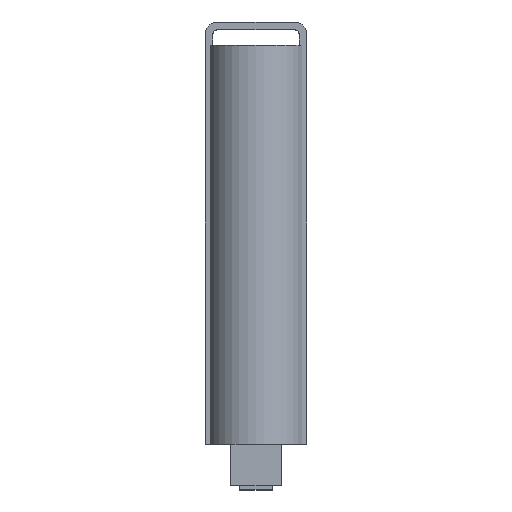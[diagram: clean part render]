
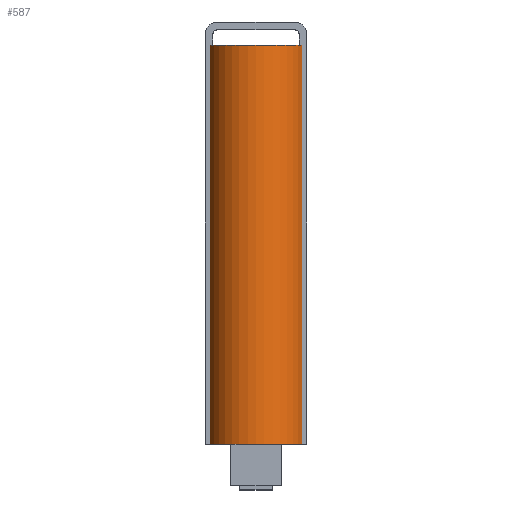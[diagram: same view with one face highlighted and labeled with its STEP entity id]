
A CAD part, top view. The second image highlights one B-rep face of the part: STEP entity #587.
In plain terms, the highlighted cylindrical face has radius 11.5 mm (diameter 23 mm), a partial arc.
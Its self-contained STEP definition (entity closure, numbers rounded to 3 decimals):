
#202 = VERTEX_POINT('',#203);
#203 = CARTESIAN_POINT('',(10.782,0.,4.));
#209 = EDGE_CURVE('',#202,#210,#212,.T.);
#210 = VERTEX_POINT('',#211);
#211 = CARTESIAN_POINT('',(-10.782,0.,4.));
#212 = CIRCLE('',#213,11.5);
#213 = AXIS2_PLACEMENT_3D('',#214,#215,#216);
#214 = CARTESIAN_POINT('',(0.,0.,
    0.));
#215 = DIRECTION('',(0.,-1.,0.));
#216 = DIRECTION('',(1.,0.,0.));
#280 = VERTEX_POINT('',#281);
#281 = CARTESIAN_POINT('',(10.782,94.,4.));
#287 = EDGE_CURVE('',#280,#288,#290,.T.);
#288 = VERTEX_POINT('',#289);
#289 = CARTESIAN_POINT('',(-10.782,94.,4.));
#290 = CIRCLE('',#291,11.5);
#291 = AXIS2_PLACEMENT_3D('',#292,#293,#294);
#292 = CARTESIAN_POINT('',(0.,94.,0.)
  );
#293 = DIRECTION('',(0.,-1.,0.));
#294 = DIRECTION('',(1.,0.,0.));
#564 = EDGE_CURVE('',#280,#202,#565,.T.);
#565 = LINE('',#566,#567);
#566 = CARTESIAN_POINT('',(10.782,0.,4.));
#567 = VECTOR('',#568,1.);
#568 = DIRECTION('',(0.,-1.,0.));
#577 = EDGE_CURVE('',#288,#210,#578,.T.);
#578 = LINE('',#579,#580);
#579 = CARTESIAN_POINT('',(-10.782,0.,4.));
#580 = VECTOR('',#581,1.);
#581 = DIRECTION('',(0.,-1.,0.));
#587 = ADVANCED_FACE('',(#588),#594,.T.);
#588 = FACE_BOUND('',#589,.T.);
#589 = EDGE_LOOP('',(#590,#591,#592,#593));
#590 = ORIENTED_EDGE('',*,*,#209,.F.);
#591 = ORIENTED_EDGE('',*,*,#564,.F.);
#592 = ORIENTED_EDGE('',*,*,#287,.T.);
#593 = ORIENTED_EDGE('',*,*,#577,.T.);
#594 = CYLINDRICAL_SURFACE('',#595,11.5);
#595 = AXIS2_PLACEMENT_3D('',#596,#597,#598);
#596 = CARTESIAN_POINT('',(0.,0.,
    0.));
#597 = DIRECTION('',(0.,-1.,0.));
#598 = DIRECTION('',(1.,0.,0.));
